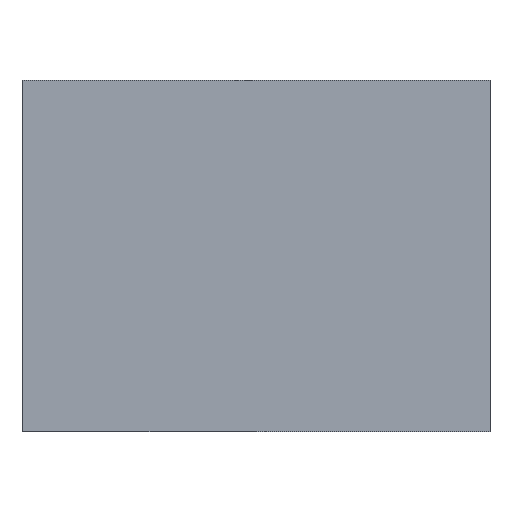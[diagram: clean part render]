
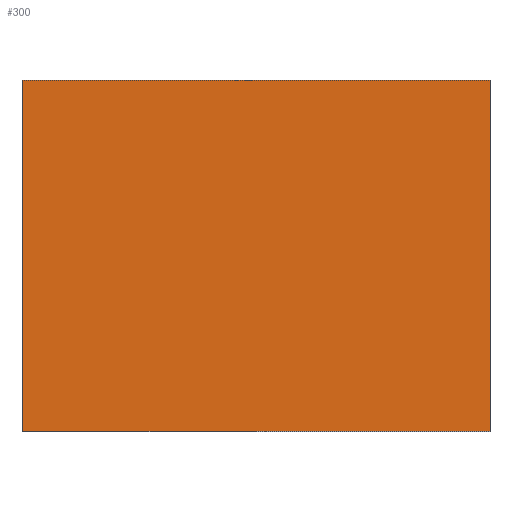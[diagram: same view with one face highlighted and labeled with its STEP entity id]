
A CAD part, left-side view. The second image highlights one B-rep face of the part: STEP entity #300.
In plain terms, the highlighted planar face has unit normal (-1, 0, 0).
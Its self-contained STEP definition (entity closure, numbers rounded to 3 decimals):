
#18 = VECTOR ( 'NONE', #460, 1000. ) ;
#49 = CARTESIAN_POINT ( 'NONE',  ( -22.304, 40., 17.609 ) ) ;
#52 = FACE_OUTER_BOUND ( 'NONE', #57, .T. ) ;
#57 = EDGE_LOOP ( 'NONE', ( #419, #531, #376, #356 ) ) ;
#70 = VECTOR ( 'NONE', #90, 1000. ) ;
#75 = EDGE_CURVE ( 'NONE', #504, #552, #137, .T. ) ;
#79 = LINE ( 'NONE', #229, #394 ) ;
#82 = LINE ( 'NONE', #49, #70 ) ;
#90 = DIRECTION ( 'NONE',  ( 0., -1., 0. ) ) ;
#131 = PLANE ( 'NONE',  #539 ) ;
#135 = CARTESIAN_POINT ( 'NONE',  ( -22.304, 40., 17.609 ) ) ;
#137 = LINE ( 'NONE', #264, #18 ) ;
#224 = DIRECTION ( 'NONE',  ( 0., 0., -1. ) ) ;
#229 = CARTESIAN_POINT ( 'NONE',  ( -22.304, 40., 17.609 ) ) ;
#261 = EDGE_CURVE ( 'NONE', #546, #265, #82, .T. ) ;
#264 = CARTESIAN_POINT ( 'NONE',  ( -22.304, 40., -12.391 ) ) ;
#265 = VERTEX_POINT ( 'NONE', #524 ) ;
#272 = EDGE_CURVE ( 'NONE', #552, #265, #542, .T. ) ;
#287 = VECTOR ( 'NONE', #609, 1000. ) ;
#300 = ADVANCED_FACE ( 'NONE', ( #52 ), #131, .F. ) ;
#316 = EDGE_CURVE ( 'NONE', #504, #546, #79, .T. ) ;
#356 = ORIENTED_EDGE ( 'NONE', *, *, #75, .T. ) ;
#376 = ORIENTED_EDGE ( 'NONE', *, *, #316, .F. ) ;
#378 = DIRECTION ( 'NONE',  ( 1., 0., 0. ) ) ;
#394 = VECTOR ( 'NONE', #612, 1000. ) ;
#399 = CARTESIAN_POINT ( 'NONE',  ( -22.304, 40., 17.609 ) ) ;
#419 = ORIENTED_EDGE ( 'NONE', *, *, #272, .T. ) ;
#423 = CARTESIAN_POINT ( 'NONE',  ( -22.304, 0., 17.609 ) ) ;
#460 = DIRECTION ( 'NONE',  ( 0., -1., 0. ) ) ;
#489 = CARTESIAN_POINT ( 'NONE',  ( -22.304, 0., -12.391 ) ) ;
#504 = VERTEX_POINT ( 'NONE', #578 ) ;
#524 = CARTESIAN_POINT ( 'NONE',  ( -22.304, 0., 17.609 ) ) ;
#531 = ORIENTED_EDGE ( 'NONE', *, *, #261, .F. ) ;
#539 = AXIS2_PLACEMENT_3D ( 'NONE', #135, #378, #224 ) ;
#542 = LINE ( 'NONE', #423, #287 ) ;
#546 = VERTEX_POINT ( 'NONE', #399 ) ;
#552 = VERTEX_POINT ( 'NONE', #489 ) ;
#578 = CARTESIAN_POINT ( 'NONE',  ( -22.304, 40., -12.391 ) ) ;
#609 = DIRECTION ( 'NONE',  ( 0., 0., 1. ) ) ;
#612 = DIRECTION ( 'NONE',  ( 0., 0., 1. ) ) ;
